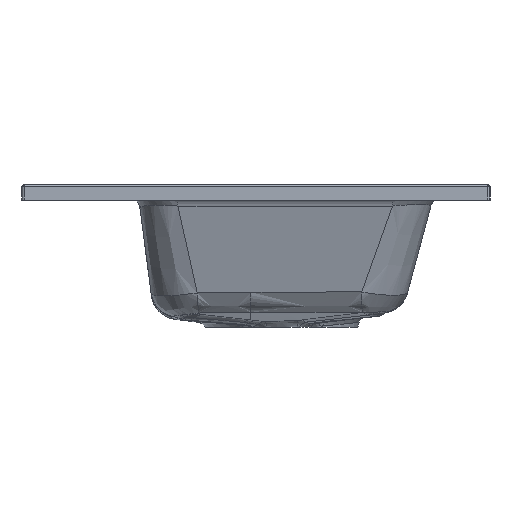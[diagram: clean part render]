
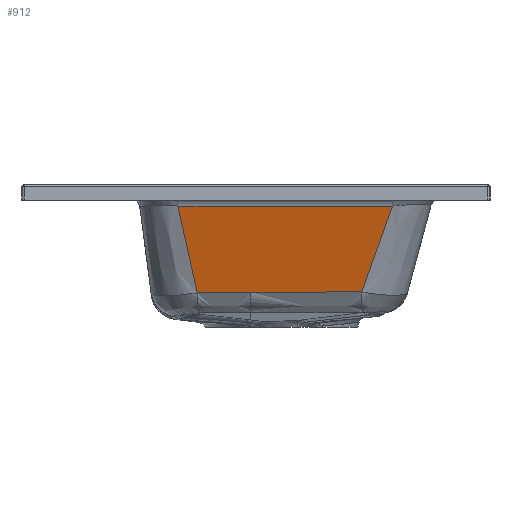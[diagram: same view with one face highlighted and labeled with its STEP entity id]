
A CAD part, left-side view. The second image highlights one B-rep face of the part: STEP entity #912.
In plain terms, the highlighted planar face has unit normal (-0.966, 0, -0.259).
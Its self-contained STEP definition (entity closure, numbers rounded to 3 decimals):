
#531=FACE_OUTER_BOUND('',#2091,.T.);
#912=ADVANCED_FACE('',(#531),#1269,.F.);
#1269=PLANE('',#6265);
#1424=B_SPLINE_CURVE_WITH_KNOTS('',3,(#33303,#33304,#33305,#33306),
 .UNSPECIFIED.,.F.,.F.,(4,4),(0.,1.),.UNSPECIFIED.);
#1426=B_SPLINE_CURVE_WITH_KNOTS('',3,(#33374,#33375,#33376,#33377),
 .UNSPECIFIED.,.F.,.F.,(4,4),(0.,1.),.UNSPECIFIED.);
#1428=B_SPLINE_CURVE_WITH_KNOTS('',3,(#33445,#33446,#33447,#33448,#33449,
#33450,#33451,#33452),.UNSPECIFIED.,.F.,.F.,(4,2,2,4),(0.,0.5,0.75,1.),
 .UNSPECIFIED.);
#1429=B_SPLINE_CURVE_WITH_KNOTS('',3,(#33454,#33455,#33456,#33457,#33458,
#33459,#33460,#33461),.UNSPECIFIED.,.F.,.F.,(4,2,2,4),(0.,0.25,0.5,1.),
 .UNSPECIFIED.);
#1859=LINE('',#8039,#1933);
#1933=VECTOR('',#6759,1.);
#2091=EDGE_LOOP('',(#2773,#2774,#2775,#2776,#2777));
#2773=ORIENTED_EDGE('',*,*,#5150,.F.);
#2774=ORIENTED_EDGE('',*,*,#5016,.T.);
#2775=ORIENTED_EDGE('',*,*,#5152,.F.);
#2776=ORIENTED_EDGE('',*,*,#5154,.F.);
#2777=ORIENTED_EDGE('',*,*,#5155,.F.);
#4435=VERTEX_POINT('',#8038);
#4436=VERTEX_POINT('',#8040);
#4533=VERTEX_POINT('',#33307);
#4534=VERTEX_POINT('',#33378);
#4535=VERTEX_POINT('',#33453);
#5016=EDGE_CURVE('',#4436,#4435,#1859,.T.);
#5150=EDGE_CURVE('',#4436,#4533,#1424,.T.);
#5152=EDGE_CURVE('',#4534,#4435,#1426,.T.);
#5154=EDGE_CURVE('',#4535,#4534,#1428,.T.);
#5155=EDGE_CURVE('',#4533,#4535,#1429,.T.);
#6265=AXIS2_PLACEMENT_3D('',#33462,#6813,#6814);
#6759=DIRECTION('',(0.,1.,0.));
#6813=DIRECTION('',(0.966,0.,0.259));
#6814=DIRECTION('',(-0.259,0.,0.966));
#8038=CARTESIAN_POINT('',(-294.325,71.7,104.106));
#8039=CARTESIAN_POINT('',(-294.325,-170.,104.106));
#8040=CARTESIAN_POINT('',(-294.325,-139.038,104.106));
#33303=CARTESIAN_POINT('',(-294.325,-139.038,104.106));
#33304=CARTESIAN_POINT('',(-286.783,-129.039,75.961));
#33305=CARTESIAN_POINT('',(-279.242,-119.041,47.815));
#33306=CARTESIAN_POINT('',(-271.7,-109.042,19.67));
#33307=CARTESIAN_POINT('',(-271.7,-109.042,19.67));
#33374=CARTESIAN_POINT('',(-271.447,52.81,18.724));
#33375=CARTESIAN_POINT('',(-279.073,59.107,47.184));
#33376=CARTESIAN_POINT('',(-286.699,65.404,75.645));
#33377=CARTESIAN_POINT('',(-294.325,71.7,104.106));
#33378=CARTESIAN_POINT('',(-271.447,52.81,18.724));
#33445=CARTESIAN_POINT('',(-271.655,0.001,19.501));
#33446=CARTESIAN_POINT('',(-271.655,8.804,19.5));
#33447=CARTESIAN_POINT('',(-271.629,17.605,19.404));
#33448=CARTESIAN_POINT('',(-271.587,30.808,19.247));
#33449=CARTESIAN_POINT('',(-271.571,35.209,19.189));
#33450=CARTESIAN_POINT('',(-271.529,44.01,19.032));
#33451=CARTESIAN_POINT('',(-271.506,48.411,18.945));
#33452=CARTESIAN_POINT('',(-271.447,52.81,18.724));
#33453=CARTESIAN_POINT('',(-271.655,0.001,19.501));
#33454=CARTESIAN_POINT('',(-271.7,-109.042,19.67));
#33455=CARTESIAN_POINT('',(-271.681,-99.957,19.599));
#33456=CARTESIAN_POINT('',(-271.683,-90.869,19.605));
#33457=CARTESIAN_POINT('',(-271.674,-72.696,19.571));
#33458=CARTESIAN_POINT('',(-271.669,-63.609,19.555));
#33459=CARTESIAN_POINT('',(-271.659,-36.348,19.515));
#33460=CARTESIAN_POINT('',(-271.655,-18.174,19.502));
#33461=CARTESIAN_POINT('',(-271.655,0.001,19.501));
#33462=CARTESIAN_POINT('',(-299.091,-170.,121.894));
